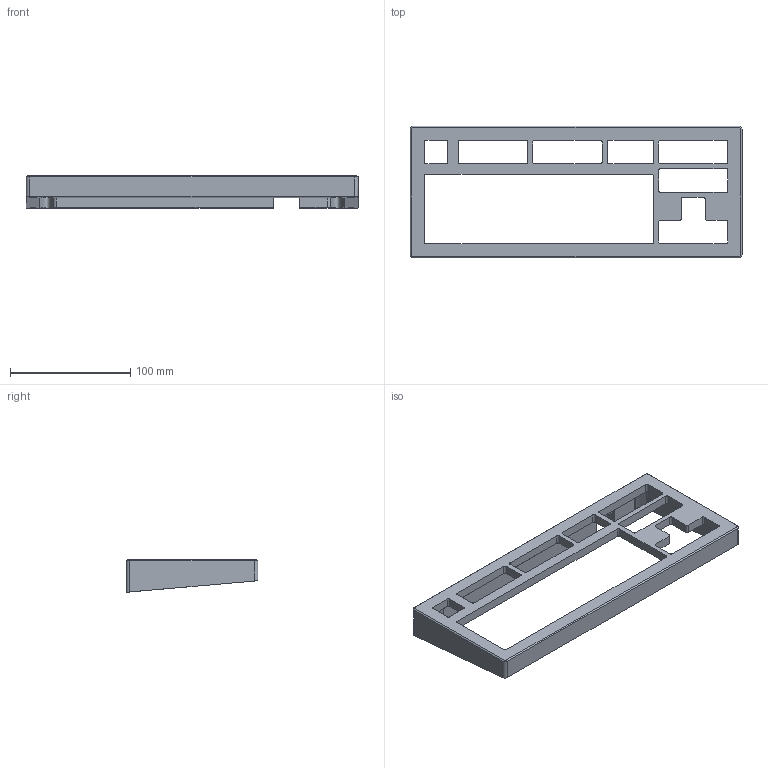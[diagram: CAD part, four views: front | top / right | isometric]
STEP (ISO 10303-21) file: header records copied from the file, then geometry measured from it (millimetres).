
FILE_DESCRIPTION(/* description */ (''),/* implementation_level */ '2;1');
FILE_NAME(/* name */ 'shambles case for 3dp.step',/* time_stamp */ '2023-06-21T13:51:59-07:00',/* author */ (''),/* organization */ (''),/* preprocessor_version */ 'ST-DEVELOPER v19.2',/* originating_system */ 'Autodesk Translation Framework v12.6.0.85',/* authorisation */ '');
FILE_SCHEMA (('AUTOMOTIVE_DESIGN { 1 0 10303 214 3 1 1 }'));
Length unit declared in the file: millimetre
Products named in the file (1): shambles (1)
Bounding box: 276.41 x 109.72 x 27.1 mm (x, y, z)
Volume: 199811.3 mm3; surface area: 63035.7 mm2
Topology: 1 solids, 1 shells, 136 faces, 358 edges, 236 vertices
Faces by surface type: plane 66, cylinder 54, bspline 12, cone 4
Full cylindrical faces by diameter (mm): 4.6 x8, 5.7 x4
Entity records: 4954 total; most frequent: CARTESIAN_POINT 1487, ORIENTED_EDGE 716, DIRECTION 696, EDGE_CURVE 358, AXIS2_PLACEMENT_3D 237, VERTEX_POINT 236, LINE 222, VECTOR 222
